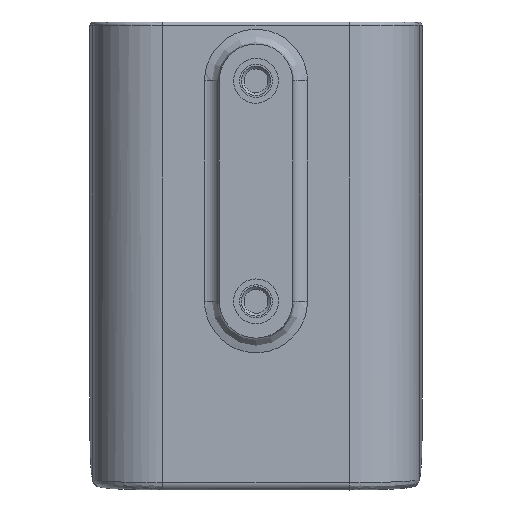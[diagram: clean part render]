
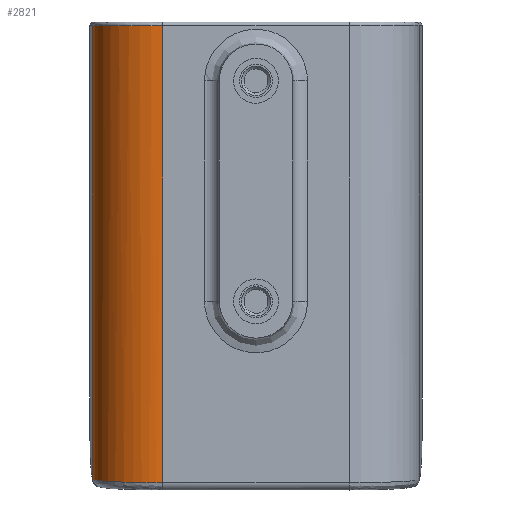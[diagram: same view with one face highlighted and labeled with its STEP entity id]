
A CAD part, front view. The second image highlights one B-rep face of the part: STEP entity #2821.
In plain terms, the highlighted cylindrical face has radius 9.5 mm (diameter 19 mm), a partial arc.
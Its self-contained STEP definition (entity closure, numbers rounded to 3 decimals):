
#85 = ORIENTED_EDGE ( 'NONE', *, *, #15608, .F. ) ;
#310 = ORIENTED_EDGE ( 'NONE', *, *, #10521, .F. ) ;
#464 = FACE_OUTER_BOUND ( 'NONE', #5209, .T. ) ;
#509 = CARTESIAN_POINT ( 'NONE',  ( 156.799, 58.723, 351.496 ) ) ;
#571 = CARTESIAN_POINT ( 'NONE',  ( 164.107, 55.3, 351.336 ) ) ;
#628 = CARTESIAN_POINT ( 'NONE',  ( 154.659, 63.564, 351.723 ) ) ;
#739 = CARTESIAN_POINT ( 'NONE',  ( 157.572, 57.905, 351.458 ) ) ;
#986 = VECTOR ( 'NONE', #1996, 1000. ) ;
#1150 = CARTESIAN_POINT ( 'NONE',  ( 154.62, 64.303, 483.357 ) ) ;
#1240 = VECTOR ( 'NONE', #16296, 1000. ) ;
#1996 = DIRECTION ( 'NONE',  ( 0., 0., 1. ) ) ;
#2657 = ORIENTED_EDGE ( 'NONE', *, *, #9226, .T. ) ;
#2744 = DIRECTION ( 'NONE',  ( 0., 0., 1. ) ) ;
#2821 = ADVANCED_FACE ( 'NONE', ( #464 ), #7663, .T. ) ;
#3061 = VERTEX_POINT ( 'NONE', #11435 ) ;
#3222 = CARTESIAN_POINT ( 'NONE',  ( 155.093, 61.79, 351.64 ) ) ;
#3393 = CARTESIAN_POINT ( 'NONE',  ( 155.447, 60.893, 351.598 ) ) ;
#3932 = LINE ( 'NONE', #14182, #986 ) ;
#4669 = CARTESIAN_POINT ( 'NONE',  ( 155.371, 61.067, 351.606 ) ) ;
#4728 = CARTESIAN_POINT ( 'NONE',  ( 157.192, 58.284, 351.476 ) ) ;
#4845 = CARTESIAN_POINT ( 'NONE',  ( 156.608, 58.959, 351.507 ) ) ;
#5209 = EDGE_LOOP ( 'NONE', ( #13719, #85, #310, #2657 ) ) ;
#6044 = CARTESIAN_POINT ( 'NONE',  ( 156.061, 59.711, 351.542 ) ) ;
#7235 = CARTESIAN_POINT ( 'NONE',  ( 154.62, 64.303, 351.758 ) ) ;
#7456 = CARTESIAN_POINT ( 'NONE',  ( 155.43, 60.931, 351.6 ) ) ;
#7505 = CARTESIAN_POINT ( 'NONE',  ( 155.008, 62.053, 351.652 ) ) ;
#7561 = CARTESIAN_POINT ( 'NONE',  ( 155.225, 61.428, 351.623 ) ) ;
#7663 = CYLINDRICAL_SURFACE ( 'NONE', #17170, 9.5 ) ;
#8686 = DIRECTION ( 'NONE',  ( -1., 0., 0. ) ) ;
#8694 = CARTESIAN_POINT ( 'NONE',  ( 157.546, 57.93, 351.459 ) ) ;
#8869 = CARTESIAN_POINT ( 'NONE',  ( 155.411, 60.976, 351.602 ) ) ;
#9226 = EDGE_CURVE ( 'NONE', #15957, #3061, #13589, .T. ) ;
#10004 = CARTESIAN_POINT ( 'NONE',  ( 158.512, 57.021, 351.416 ) ) ;
#10208 = CARTESIAN_POINT ( 'NONE',  ( 154.62, 64.303, 351.758 ) ) ;
#10233 = CARTESIAN_POINT ( 'NONE',  ( 159.574, 56.366, 351.386 ) ) ;
#10308 = VERTEX_POINT ( 'NONE', #11492 ) ;
#10521 = EDGE_CURVE ( 'NONE', #15957, #12111, #12069, .T. ) ;
#11361 = CARTESIAN_POINT ( 'NONE',  ( 162.972, 55.3, 351.336 ) ) ;
#11435 = CARTESIAN_POINT ( 'NONE',  ( 164.107, 55.3, 351.336 ) ) ;
#11492 = CARTESIAN_POINT ( 'NONE',  ( 164.107, 55.3, 413.5 ) ) ;
#11590 = CARTESIAN_POINT ( 'NONE',  ( 157.343, 58.129, 351.468 ) ) ;
#11729 = AXIS2_PLACEMENT_3D ( 'NONE', #17574, #2744, #15038 ) ;
#12069 = LINE ( 'NONE', #1150, #1240 ) ;
#12111 = VERTEX_POINT ( 'NONE', #13930 ) ;
#12673 = CARTESIAN_POINT ( 'NONE',  ( 164.107, 64.8, 2832.495 ) ) ;
#12795 = CARTESIAN_POINT ( 'NONE',  ( 157.419, 58.053, 351.465 ) ) ;
#12836 = DIRECTION ( 'NONE',  ( 0., 0., -1. ) ) ;
#12845 = CARTESIAN_POINT ( 'NONE',  ( 155.448, 60.892, 351.598 ) ) ;
#12965 = CARTESIAN_POINT ( 'NONE',  ( 155.44, 60.909, 351.599 ) ) ;
#13589 = B_SPLINE_CURVE_WITH_KNOTS ( 'NONE', 3,
 ( #7235, #628, #15693, #7505, #3222, #7561, #16827, #15523, #4669, #8869, #7456, #12965, #17042, #3393, #12845, #16879, #6044, #4845, #509, #14282, #4728, #11590, #12795, #16987, #8694, #739, #14107, #10004, #10233, #16940, #11361, #571 ),
 .UNSPECIFIED., .F., .F.,
 ( 4, 2, 2, 2, 1, 1, 1, 1, 2, 2, 2, 2, 2, 1, 1, 2, 2, 2, 4 ),
 ( 0., 0.125, 0.187, 0.219, 0.234, 0.242, 0.246, 0.248, 0.249, 0.25, 0.375, 0.437, 0.469, 0.484, 0.492, 0.496, 0.5, 0.75, 1. ),
 .UNSPECIFIED. ) ;
#13719 = ORIENTED_EDGE ( 'NONE', *, *, #14812, .T. ) ;
#13930 = CARTESIAN_POINT ( 'NONE',  ( 154.62, 64.303, 413.5 ) ) ;
#14107 = CARTESIAN_POINT ( 'NONE',  ( 157.583, 57.894, 351.457 ) ) ;
#14182 = CARTESIAN_POINT ( 'NONE',  ( 164.107, 55.3, 2832.495 ) ) ;
#14282 = CARTESIAN_POINT ( 'NONE',  ( 157.093, 58.391, 351.481 ) ) ;
#14812 = EDGE_CURVE ( 'NONE', #3061, #10308, #3932, .T. ) ;
#15038 = DIRECTION ( 'NONE',  ( 0.024, -1., 0. ) ) ;
#15523 = CARTESIAN_POINT ( 'NONE',  ( 155.337, 61.147, 351.61 ) ) ;
#15608 = EDGE_CURVE ( 'NONE', #12111, #10308, #17092, .T. ) ;
#15693 = CARTESIAN_POINT ( 'NONE',  ( 154.779, 62.906, 351.692 ) ) ;
#15957 = VERTEX_POINT ( 'NONE', #10208 ) ;
#16296 = DIRECTION ( 'NONE',  ( 0., 0., 1. ) ) ;
#16827 = CARTESIAN_POINT ( 'NONE',  ( 155.269, 61.312, 351.618 ) ) ;
#16879 = CARTESIAN_POINT ( 'NONE',  ( 155.729, 60.271, 351.569 ) ) ;
#16940 = CARTESIAN_POINT ( 'NONE',  ( 161.805, 55.506, 351.346 ) ) ;
#16987 = CARTESIAN_POINT ( 'NONE',  ( 157.508, 57.966, 351.461 ) ) ;
#17042 = CARTESIAN_POINT ( 'NONE',  ( 155.445, 60.9, 351.598 ) ) ;
#17092 = CIRCLE ( 'NONE', #11729, 9.5 ) ;
#17170 = AXIS2_PLACEMENT_3D ( 'NONE', #12673, #12836, #8686 ) ;
#17574 = CARTESIAN_POINT ( 'NONE',  ( 164.107, 64.8, 413.5 ) ) ;
